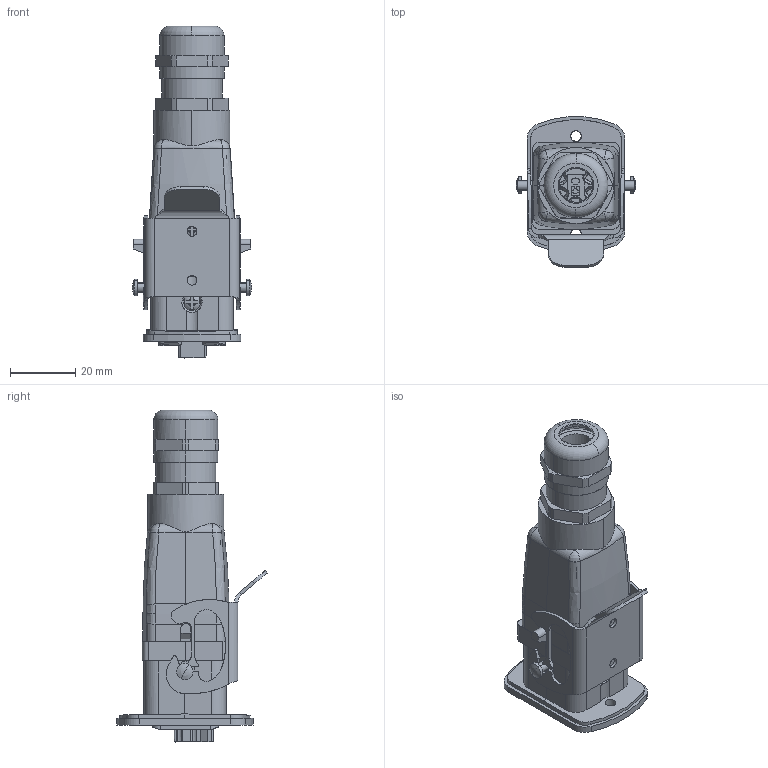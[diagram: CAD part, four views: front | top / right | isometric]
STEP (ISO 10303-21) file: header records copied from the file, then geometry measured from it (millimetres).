
FILE_DESCRIPTION(('CATIA V5 STEP Exchange','CAx-IF Rec.Pracs.--- Model Styling and Organization---1.5--- 2016-08-15','CAx-IF Rec.Pracs.---Supplemental Geometry---1.0---2011-11-01','CAx-IF Rec.Pracs.--- Composite Materials ---1.1---2010-07-15'),'2;1');
FILE_NAME ('2122941-4_0', '2025-03-20T10:35:50+00:00', ('none'), ('Weidmueller'), 'CATIA Version 5-6 Release 2022 SP4 HF5', 'CATIA V5 STEP AP214 v3', 'none');
FILE_SCHEMA(('AUTOMOTIVE_DESIGN { 1 0 10303 214 1 1 1 1 }'));
Products named in the file (1): 3123940000
Bounding box: 36.5 x 46.14 x 101.7 mm (x, y, z)
Volume: 40207.1 mm3; surface area: 30426.9 mm2
Topology: 1 solids, 7 shells, 1291 faces, 3641 edges, 2397 vertices
Faces by surface type: plane 676, cylinder 366, cone 153, extrusion 30, bspline 30, torus 22, sphere 12, revolution 2
Entity records: 45349 total; most frequent: CARTESIAN_POINT 14199, ORIENTED_EDGE 7266, DIRECTION 5032, EDGE_CURVE 3633, VERTEX_POINT 2397, VECTOR 2099, LINE 2069, AXIS2_PLACEMENT_3D 1781
